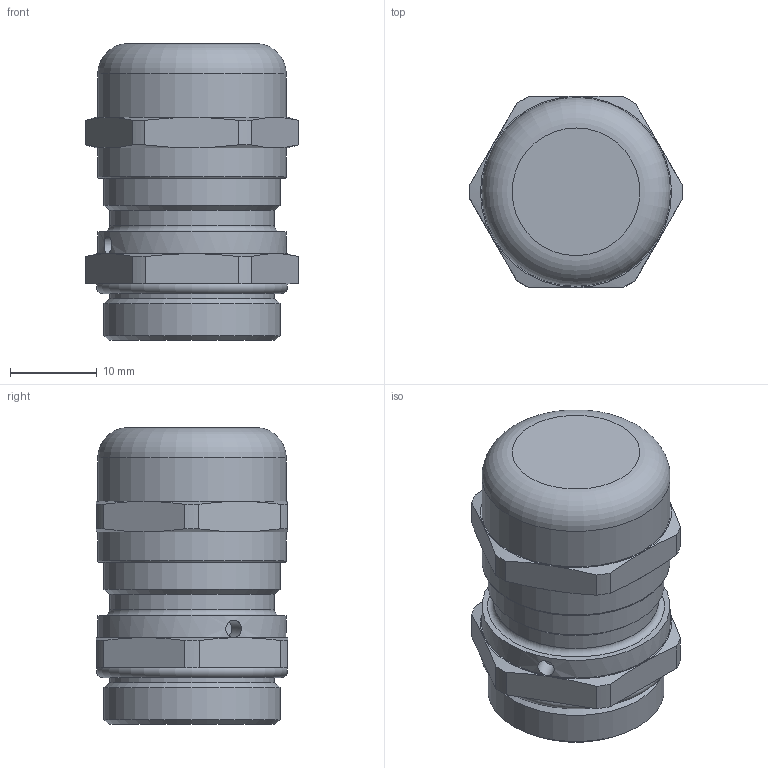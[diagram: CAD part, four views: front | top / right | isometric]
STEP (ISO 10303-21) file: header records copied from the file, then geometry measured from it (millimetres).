
FILE_DESCRIPTION((''),'2;1');
FILE_NAME('BSBCVG-04.stp','2012-10-11T09:30:10',('mustafa'),(''),'Autodesk Inventor 2013','Autodesk Inventor 2013','');
FILE_SCHEMA(('AUTOMOTIVE_DESIGN { 1 0 10303 214 1 1 1 1 }'));
Length unit declared in the file: inch
Products named in the file (1): PG 13,5 METAL HAVALANDIRMA RAKORU(TL6,5)_Shrinkwrap_1
Bounding box: 24.5 x 22.03 x 34.18 mm (x, y, z)
Volume: 12078.1 mm3; surface area: 3400.1 mm2
Topology: 1 solids, 1 shells, 69 faces, 155 edges, 94 vertices
Faces by surface type: cylinder 23, plane 21, cone 21, torus 4
Full cylindrical faces by diameter (mm): 2 x2, 18.96 x2, 20.3 x2, 21.7 x3
Entity records: 1982 total; most frequent: CARTESIAN_POINT 496, DIRECTION 296, ORIENTED_EDGE 266, AXIS2_PLACEMENT_3D 133, EDGE_CURVE 133, EDGE_LOOP 92, VERTEX_POINT 89, FACE_OUTER_BOUND 69
